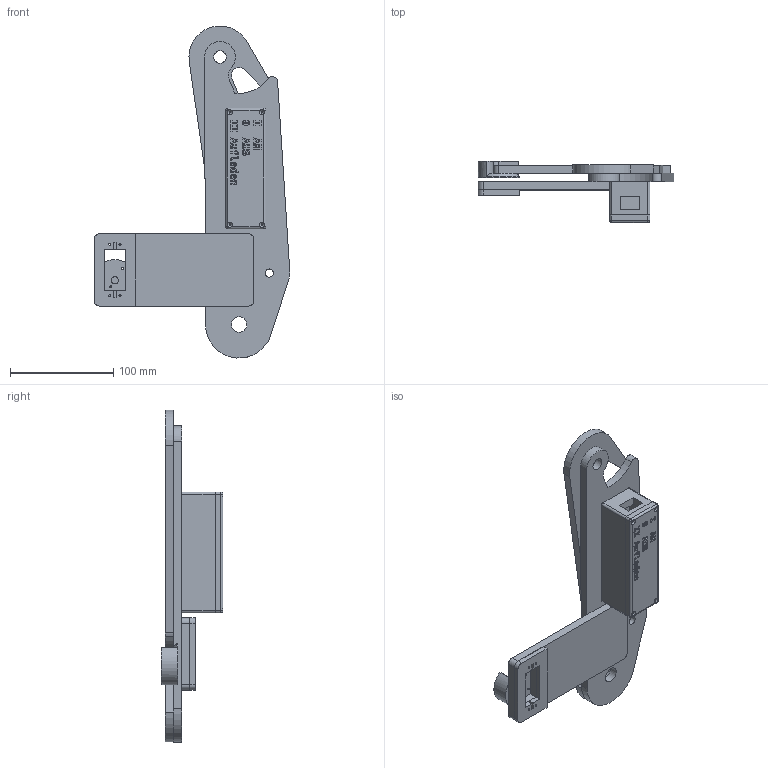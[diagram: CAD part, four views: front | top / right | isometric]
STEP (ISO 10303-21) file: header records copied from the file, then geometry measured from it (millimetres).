
FILE_DESCRIPTION(/* description */ (''),/* implementation_level */ '2;1');
FILE_NAME(/* name */ 'QuickRelease v16.step',/* time_stamp */ '2020-11-27T21:21:49+01:00',/* author */ (''),/* organization */ (''),/* preprocessor_version */ 'ST-DEVELOPER v18.1',/* originating_system */ 'Autodesk Translation Framework v9.3.0.1241',/* authorisation */ '');
FILE_SCHEMA (('AUTOMOTIVE_DESIGN { 1 0 10303 214 3 1 1 }'));
Length unit declared in the file: millimetre
Products named in the file (1): QuickRelease
Bounding box: 189.8 x 60 x 322.18 mm (x, y, z)
Volume: 487213.2 mm3; surface area: 162462.3 mm2
Topology: 8 solids, 8 shells, 517 faces, 1384 edges, 912 vertices
Faces by surface type: plane 302, bspline 125, cylinder 81, cone 5, sphere 4
Full cylindrical faces by diameter (mm): 1.5 x8, 2 x17, 3 x4, 7 x1, 8 x2, 12 x2, 15 x2, 40 x1
Entity records: 17407 total; most frequent: CARTESIAN_POINT 5048, ORIENTED_EDGE 2768, DIRECTION 2082, EDGE_CURVE 1384, LINE 946, VECTOR 946, VERTEX_POINT 912, EDGE_LOOP 612
